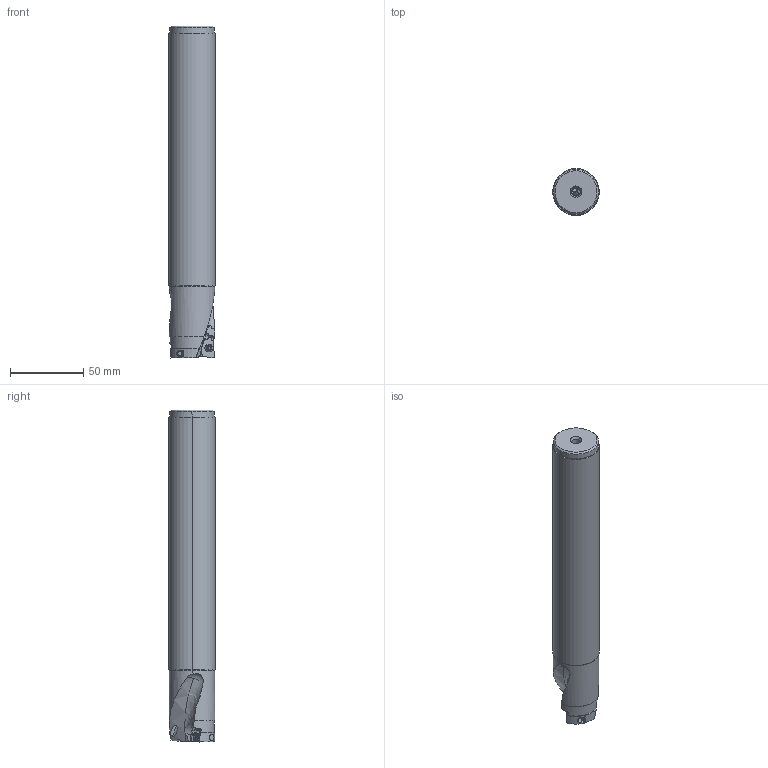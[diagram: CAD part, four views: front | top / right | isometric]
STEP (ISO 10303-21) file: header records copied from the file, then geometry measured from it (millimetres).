
FILE_DESCRIPTION(/* description */ (''),/* implementation_level */ '2;1');
FILE_NAME(/* name */ 'AQXUR212SA20L.stp',/* time_stamp */ '2021-09-08T11:42:23+09:00',/* author */ (''),/* organization */ (''),/* preprocessor_version */ 'ST-DEVELOPER v16',/* originating_system */ 'SIEMENS PLM Software NX 10.0',/* authorisation */ '');
FILE_SCHEMA (('AUTOMOTIVE_DESIGN { 1 0 10303 214 3 1 1 1 }'));
Length unit declared in the file: millimetre
Products named in the file (1): AQXUR212SA20L_ASM
Bounding box: 31.75 x 31.75 x 227.29 mm (x, y, z)
Volume: 162452.8 mm3; surface area: 28589.6 mm2
Topology: 3 solids, 3 shells, 198 faces, 573 edges, 391 vertices
Faces by surface type: cylinder 76, plane 66, cone 37, torus 8, sphere 6, bspline 5
Entity records: 9702 total; most frequent: CARTESIAN_POINT 4461, ORIENTED_EDGE 1130, DIRECTION 1012, EDGE_CURVE 565, AXIS2_PLACEMENT_3D 413, VERTEX_POINT 376, EDGE_LOOP 209, ADVANCED_FACE 198
